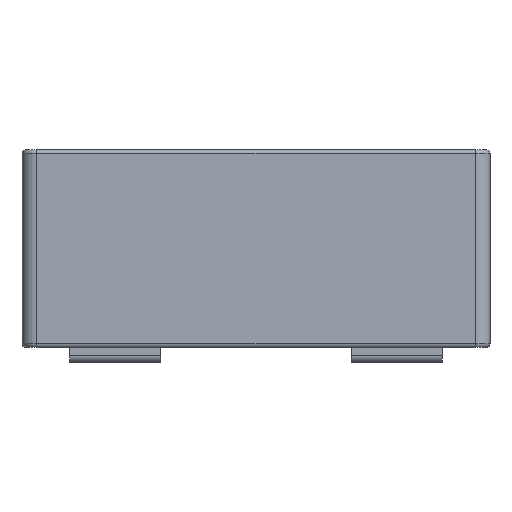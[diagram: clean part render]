
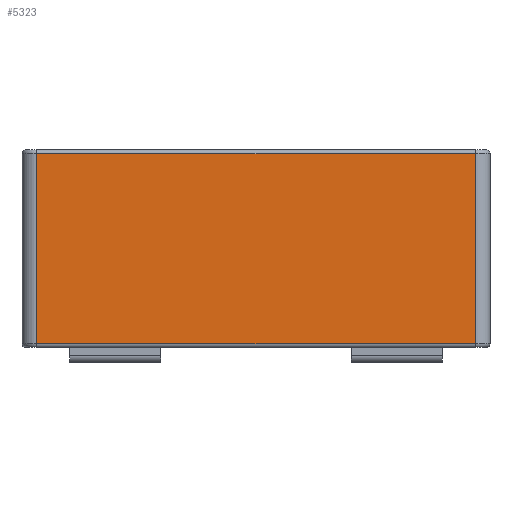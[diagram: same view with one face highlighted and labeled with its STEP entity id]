
A CAD part, front view. The second image highlights one B-rep face of the part: STEP entity #5323.
In plain terms, the highlighted planar face has unit normal (0, -1, 0).
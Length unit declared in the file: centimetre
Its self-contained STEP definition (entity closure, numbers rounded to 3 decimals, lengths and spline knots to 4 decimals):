
#678=ORIENTED_EDGE('',*,*,#1665,.T.);
#679=ORIENTED_EDGE('',*,*,#1666,.T.);
#680=ORIENTED_EDGE('',*,*,#1667,.T.);
#681=ORIENTED_EDGE('',*,*,#1668,.T.);
#1665=EDGE_CURVE('',#2180,#2181,#2525,.T.);
#1666=EDGE_CURVE('',#2181,#2182,#2526,.F.);
#1667=EDGE_CURVE('',#2182,#2183,#2527,.F.);
#1668=EDGE_CURVE('',#2183,#2180,#2528,.T.);
#2180=VERTEX_POINT('',#8161);
#2181=VERTEX_POINT('',#8162);
#2182=VERTEX_POINT('',#8164);
#2183=VERTEX_POINT('',#8166);
#2525=LINE('',#8160,#2923);
#2526=LINE('',#8163,#2924);
#2527=LINE('',#8165,#2925);
#2528=LINE('',#8167,#2926);
#2923=VECTOR('',#6054,100.);
#2924=VECTOR('',#6055,100.);
#2925=VECTOR('',#6056,100.);
#2926=VECTOR('',#6057,100.);
#3208=EDGE_LOOP('',(#678,#679,#680,#681));
#3446=FACE_BOUND('',#3208,.T.);
#3658=PLANE('',#5568);
#5323=ADVANCED_FACE('',(#3446),#3658,.T.);
#5568=AXIS2_PLACEMENT_3D('',#8159,#6052,#6053);
#6052=DIRECTION('',(0.,-1.,0.));
#6053=DIRECTION('',(0.,0.,-1.));
#6054=DIRECTION('',(0.,0.,-1.));
#6055=DIRECTION('',(-1.,0.,0.));
#6056=DIRECTION('',(0.,0.,-1.));
#6057=DIRECTION('',(-1.,0.,0.));
#8159=CARTESIAN_POINT('',(0.32,-0.33,0.18));
#8160=CARTESIAN_POINT('',(-0.3,-0.33,0.18));
#8161=CARTESIAN_POINT('',(-0.3,-0.33,0.175));
#8162=CARTESIAN_POINT('',(-0.3,-0.33,-0.085));
#8163=CARTESIAN_POINT('',(0.32,-0.33,-0.085));
#8164=CARTESIAN_POINT('',(0.3,-0.33,-0.085));
#8165=CARTESIAN_POINT('',(0.3,-0.33,0.18));
#8166=CARTESIAN_POINT('',(0.3,-0.33,0.175));
#8167=CARTESIAN_POINT('',(-0.3,-0.33,0.175));
